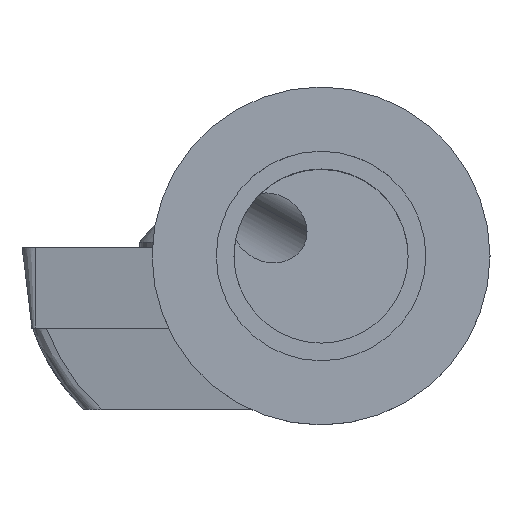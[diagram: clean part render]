
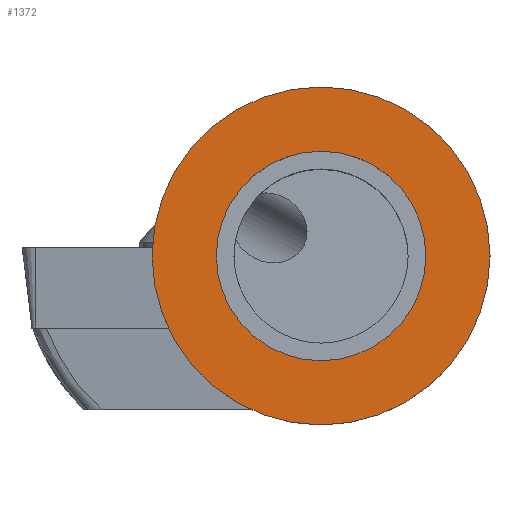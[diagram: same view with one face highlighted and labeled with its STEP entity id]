
A CAD part, top view. The second image highlights one B-rep face of the part: STEP entity #1372.
In plain terms, the highlighted planar face has unit normal (0, 0, 1).
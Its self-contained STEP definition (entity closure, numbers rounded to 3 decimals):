
#694=VERTEX_POINT('NONE',#1705);
#732=VERTEX_POINT('NONE',#1747);
#780=EDGE_CURVE('NONE',#830,#694,#1805,.T.);
#830=VERTEX_POINT('NONE',#1859);
#1078=EDGE_CURVE('NONE',#1458,#732,#2128,.F.);
#1180=EDGE_CURVE('NONE',#694,#830,#2243,.F.);
#1240=EDGE_CURVE('NONE',#732,#1458,#2312,.F.);
#1372=ADVANCED_FACE('NONE',(#2454,#2455),#2456,.F.);
#1458=VERTEX_POINT('NONE',#2554);
#1705=CARTESIAN_POINT('',(0.,3.1,10.594));
#1747=CARTESIAN_POINT('',(0.,-5.0,10.594));
#1805=CIRCLE('',#3387,3.1);
#1859=CARTESIAN_POINT('',(0.,-3.1,10.594));
#2128=CIRCLE('',#3873,5.0);
#2243=CIRCLE('',#4052,3.1);
#2312=CIRCLE('',#4985,5.0);
#2454=FACE_OUTER_BOUND('',#5202,.T.);
#2455=FACE_BOUND('',#5203,.T.);
#2456=PLANE('',#5204);
#2554=CARTESIAN_POINT('',(0.,5.0,10.594));
#3387=AXIS2_PLACEMENT_3D('',#5764,#5765,#5766);
#3873=AXIS2_PLACEMENT_3D('',#6111,#6112,#6113);
#4052=AXIS2_PLACEMENT_3D('',#6264,#6265,#6266);
#4985=AXIS2_PLACEMENT_3D('',#6361,#6362,#6363);
#5202=EDGE_LOOP('',(#6528,#6529));
#5203=EDGE_LOOP('',(#6530,#6531));
#5204=AXIS2_PLACEMENT_3D('',#6532,#6533,#6534);
#5764=CARTESIAN_POINT('',(0.,0.,10.594));
#5765=DIRECTION('',(0.0,-0.0,1.0));
#5766=DIRECTION('',(0.0,1.0,0.0));
#6111=CARTESIAN_POINT('',(0.,0.,10.594));
#6112=DIRECTION('',(0.0,-0.0,1.0));
#6113=DIRECTION('',(0.0,1.0,0.0));
#6264=CARTESIAN_POINT('',(0.,0.,10.594));
#6265=DIRECTION('',(0.0,0.0,-1.0));
#6266=DIRECTION('',(0.0,1.0,0.0));
#6361=CARTESIAN_POINT('',(0.,0.,10.594));
#6362=DIRECTION('',(0.0,-0.0,1.0));
#6363=DIRECTION('',(0.0,1.0,0.0));
#6528=ORIENTED_EDGE('',*,*,#1078,.F.);
#6529=ORIENTED_EDGE('',*,*,#1240,.F.);
#6530=ORIENTED_EDGE('',*,*,#1180,.F.);
#6531=ORIENTED_EDGE('',*,*,#780,.F.);
#6532=CARTESIAN_POINT('',(0.,0.,10.594));
#6533=DIRECTION('',(0.0,0.0,-1.0));
#6534=DIRECTION('',(-1.0,0.0,0.0));
